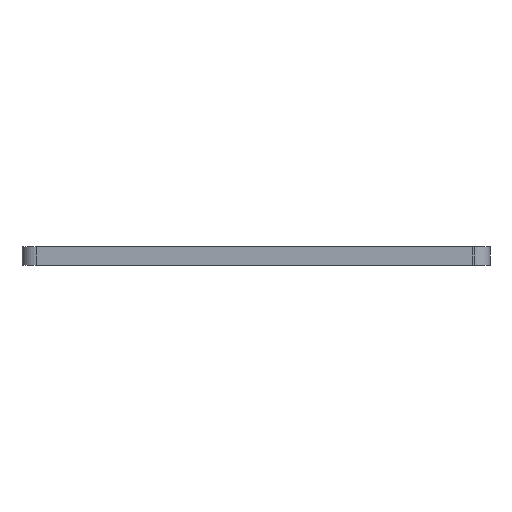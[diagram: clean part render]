
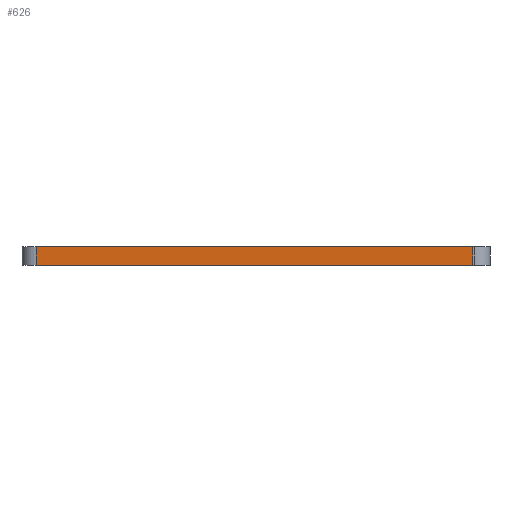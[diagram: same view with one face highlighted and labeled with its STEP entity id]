
A CAD part, left-side view. The second image highlights one B-rep face of the part: STEP entity #626.
In plain terms, the highlighted planar face has unit normal (-0.996, 0.087, 0).
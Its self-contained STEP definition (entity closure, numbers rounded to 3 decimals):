
#54 = CARTESIAN_POINT ( 'NONE',  ( -65.762, 2.718, 8. ) ) ;
#80 = DIRECTION ( 'NONE',  ( 0., 0., -1. ) ) ;
#129 = VERTEX_POINT ( 'NONE', #218 ) ;
#163 = CARTESIAN_POINT ( 'NONE',  ( -59.663, 72.432, 11. ) ) ;
#218 = CARTESIAN_POINT ( 'NONE',  ( -65.762, 2.718, 8. ) ) ;
#260 = AXIS2_PLACEMENT_3D ( 'NONE', #657, #545, #542 ) ;
#323 = VECTOR ( 'NONE', #825, 1000. ) ;
#328 = LINE ( 'NONE', #829, #323 ) ;
#418 = VECTOR ( 'NONE', #1000, 1000. ) ;
#439 = LINE ( 'NONE', #990, #418 ) ;
#445 = VECTOR ( 'NONE', #1043, 1000. ) ;
#450 = VECTOR ( 'NONE', #80, 1000. ) ;
#452 = LINE ( 'NONE', #1006, #445 ) ;
#459 = LINE ( 'NONE', #54, #450 ) ;
#479 = VERTEX_POINT ( 'NONE', #163 ) ;
#542 = DIRECTION ( 'NONE',  ( 0.087, 0.996, 0. ) ) ;
#545 = DIRECTION ( 'NONE',  ( 0.996, -0.087, 0. ) ) ;
#580 = PLANE ( 'NONE',  #260 ) ;
#610 = VERTEX_POINT ( 'NONE', #893 ) ;
#626 = ADVANCED_FACE ( 'NONE', ( #654 ), #580, .F. ) ;
#654 = FACE_OUTER_BOUND ( 'NONE', #754, .T. ) ;
#657 = CARTESIAN_POINT ( 'NONE',  ( -66., 0., 8. ) ) ;
#658 = CARTESIAN_POINT ( 'NONE',  ( -65.762, 2.718, 11. ) ) ;
#754 = EDGE_LOOP ( 'NONE', ( #1024, #1025, #1026, #1027 ) ) ;
#814 = EDGE_CURVE ( 'NONE', #1056, #129, #459, .T. ) ;
#823 = EDGE_CURVE ( 'NONE', #610, #129, #452, .T. ) ;
#825 = DIRECTION ( 'NONE',  ( -0.087, -0.996, 0. ) ) ;
#829 = CARTESIAN_POINT ( 'NONE',  ( -66., 0., 11. ) ) ;
#870 = EDGE_CURVE ( 'NONE', #610, #479, #439, .T. ) ;
#893 = CARTESIAN_POINT ( 'NONE',  ( -59.663, 72.432, 8. ) ) ;
#941 = EDGE_CURVE ( 'NONE', #479, #1056, #328, .T. ) ;
#990 = CARTESIAN_POINT ( 'NONE',  ( -59.663, 72.432, 8. ) ) ;
#1000 = DIRECTION ( 'NONE',  ( 0., 0., 1. ) ) ;
#1006 = CARTESIAN_POINT ( 'NONE',  ( -59.663, 72.432, 8. ) ) ;
#1024 = ORIENTED_EDGE ( 'NONE', *, *, #823, .T. ) ;
#1025 = ORIENTED_EDGE ( 'NONE', *, *, #814, .F. ) ;
#1026 = ORIENTED_EDGE ( 'NONE', *, *, #941, .F. ) ;
#1027 = ORIENTED_EDGE ( 'NONE', *, *, #870, .F. ) ;
#1043 = DIRECTION ( 'NONE',  ( -0.087, -0.996, 0. ) ) ;
#1056 = VERTEX_POINT ( 'NONE', #658 ) ;
